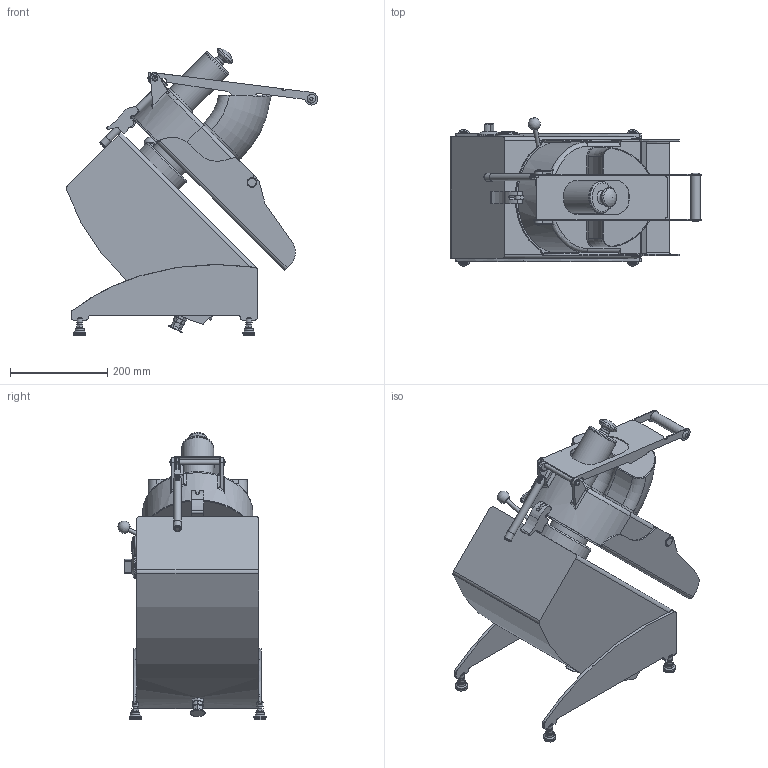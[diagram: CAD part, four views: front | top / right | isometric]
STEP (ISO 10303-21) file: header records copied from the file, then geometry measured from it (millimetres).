
FILE_DESCRIPTION(/* description */ ('Unknown'),/* implementation_level */ '2;1');
FILE_NAME(/* name */ 'C3D-GVM 210 mit UGS-C',/* time_stamp */ '2022-12-16T10:43:49+01:00',/* author */ ('Rotor Lips AG'),/* organization */ ('Unknown'),/* preprocessor_version */ 'ST-DEVELOPER v16.7',/* originating_system */ 'Solid Edge',/* authorisation */ 'Unknown');
FILE_SCHEMA (('AUTOMOTIVE_DESIGN {1 0 10303 214 3 1 1}'));
Length unit declared in the file: millimetre
Products named in the file (1): R-DA3-3726
Bounding box: 516.19 x 304.18 x 589.77 mm (x, y, z)
Volume: 28298076 mm3; surface area: 1071397.2 mm2
Topology: 2 solids, 2 shells, 871 faces, 2297 edges, 1486 vertices
Faces by surface type: plane 477, cylinder 238, torus 84, bspline 35, cone 25, sphere 12
Full cylindrical faces by diameter (mm): 8 x6, 10 x3, 12 x2, 13 x4, 14.5 x1, 15 x3, 16 x1, 19.5 x2, 20 x2, 22 x1, 24 x4, 25 x4, 31 x1, 40 x1, 50 x1, 57 x1, 60 x1, 65 x1, 65.5 x1, 84 x1, 114.5 x1
Entity records: 34597 total; most frequent: CARTESIAN_POINT 7309, DIRECTION 4434, ORIENTED_EDGE 4306, EDGE_CURVE 2153, AXIS2_PLACEMENT_3D 1604, VERTEX_POINT 1445, LINE 1226, VECTOR 1226
